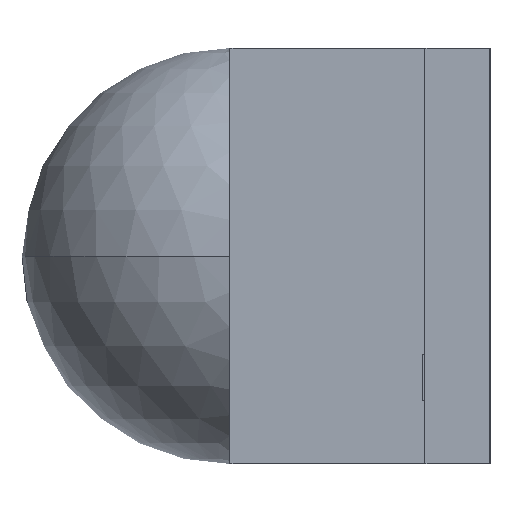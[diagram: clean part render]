
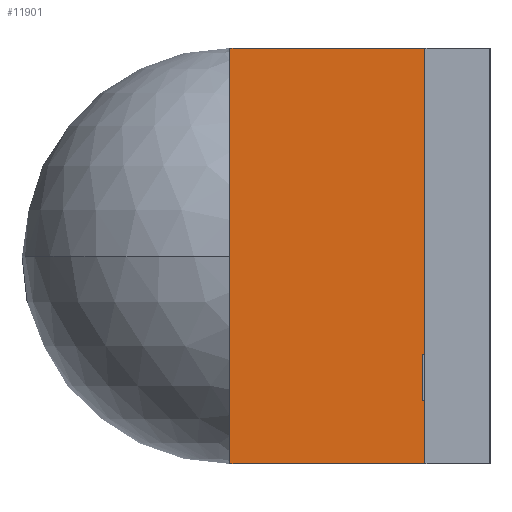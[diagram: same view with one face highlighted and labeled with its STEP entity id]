
A CAD part, left-side view. The second image highlights one B-rep face of the part: STEP entity #11901.
In plain terms, the highlighted planar face has unit normal (-1, 0, 0).
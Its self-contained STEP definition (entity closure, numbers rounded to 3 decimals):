
#1061 = VECTOR ( 'NONE', #10661, 1000. ) ;
#1065 = VECTOR ( 'NONE', #10673, 1000. ) ;
#1066 = VECTOR ( 'NONE', #10676, 1000. ) ;
#1067 = VECTOR ( 'NONE', #10679, 1000. ) ;
#1957 = EDGE_LOOP ( 'NONE', ( #4199, #4201, #4200, #4202 ) ) ;
#3264 = FACE_OUTER_BOUND ( 'NONE', #1957, .T. ) ;
#3267 = AXIS2_PLACEMENT_3D ( 'NONE', #16590, #16591, #16592 ) ;
#3447 = EDGE_CURVE ( 'NONE', #9390, #9422, #10659, .T. ) ;
#3451 = EDGE_CURVE ( 'NONE', #9670, #9440, #10671, .T. ) ;
#3452 = EDGE_CURVE ( 'NONE', #9422, #9440, #10674, .T. ) ;
#3453 = EDGE_CURVE ( 'NONE', #9390, #9670, #10677, .T. ) ;
#4199 = ORIENTED_EDGE ( 'NONE', *, *, #3452, .T. ) ;
#4200 = ORIENTED_EDGE ( 'NONE', *, *, #3453, .F. ) ;
#4201 = ORIENTED_EDGE ( 'NONE', *, *, #3451, .F. ) ;
#4202 = ORIENTED_EDGE ( 'NONE', *, *, #3447, .T. ) ;
#9390 = VERTEX_POINT ( 'NONE', #12897 ) ;
#9422 = VERTEX_POINT ( 'NONE', #12912 ) ;
#9440 = VERTEX_POINT ( 'NONE', #12918 ) ;
#9670 = VERTEX_POINT ( 'NONE', #12965 ) ;
#10659 = LINE ( 'NONE', #10660, #1061 ) ;
#10660 = CARTESIAN_POINT ( 'NONE',  ( -0.8, 0.875, 0.8 ) ) ;
#10661 = DIRECTION ( 'NONE',  ( 0., 0., -1. ) ) ;
#10671 = LINE ( 'NONE', #10672, #1065 ) ;
#10672 = CARTESIAN_POINT ( 'NONE',  ( -0.8, 0.125, 0.8 ) ) ;
#10673 = DIRECTION ( 'NONE',  ( 0., 0., -1. ) ) ;
#10674 = LINE ( 'NONE', #10675, #1066 ) ;
#10675 = CARTESIAN_POINT ( 'NONE',  ( -0.8, -2.794, -0.8 ) ) ;
#10676 = DIRECTION ( 'NONE',  ( 0., -1., 0. ) ) ;
#10677 = LINE ( 'NONE', #10678, #1067 ) ;
#10678 = CARTESIAN_POINT ( 'NONE',  ( -0.8, -2.794, 0.8 ) ) ;
#10679 = DIRECTION ( 'NONE',  ( 0., -1., 0. ) ) ;
#11901 = ADVANCED_FACE ( 'NONE', ( #3264 ), #16589, .F. ) ;
#12897 = CARTESIAN_POINT ( 'NONE',  ( -0.8, 0.875, 0.8 ) ) ;
#12912 = CARTESIAN_POINT ( 'NONE',  ( -0.8, 0.875, -0.8 ) ) ;
#12918 = CARTESIAN_POINT ( 'NONE',  ( -0.8, 0.125, -0.8 ) ) ;
#12965 = CARTESIAN_POINT ( 'NONE',  ( -0.8, 0.125, 0.8 ) ) ;
#16589 = PLANE ( 'NONE',  #3267 ) ;
#16590 = CARTESIAN_POINT ( 'NONE',  ( -0.8, -2.794, 0.8 ) ) ;
#16591 = DIRECTION ( 'NONE',  ( 1., 0., 0. ) ) ;
#16592 = DIRECTION ( 'NONE',  ( 0., 1., 0. ) ) ;
